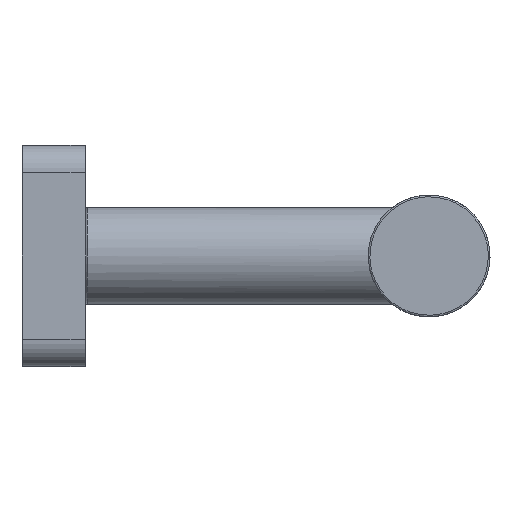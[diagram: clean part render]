
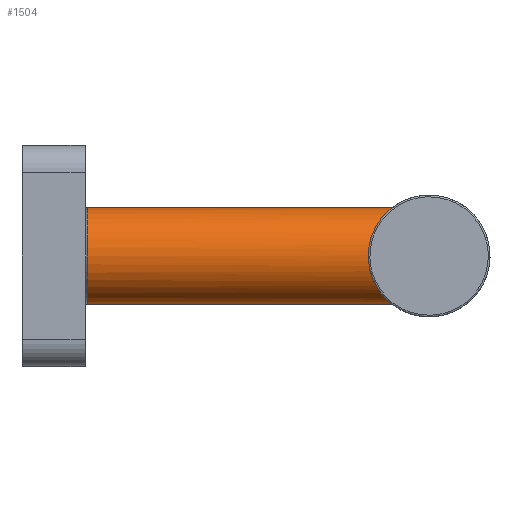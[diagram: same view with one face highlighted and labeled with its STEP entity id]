
A CAD part, left-side view. The second image highlights one B-rep face of the part: STEP entity #1504.
In plain terms, the highlighted cylindrical face has radius 8.75 mm (diameter 17.5 mm), a full revolution.
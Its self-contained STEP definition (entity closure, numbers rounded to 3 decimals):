
#18=ELLIPSE('',#1720,12.374,8.75);
#19=ELLIPSE('',#1722,12.374,8.75);
#531=ORIENTED_EDGE('',*,*,#703,.T.);
#532=ORIENTED_EDGE('',*,*,#704,.F.);
#533=ORIENTED_EDGE('',*,*,#705,.T.);
#534=ORIENTED_EDGE('',*,*,#706,.F.);
#535=ORIENTED_EDGE('',*,*,#707,.F.);
#703=EDGE_CURVE('',#823,#823,#911,.T.);
#704=EDGE_CURVE('',#824,#825,#912,.T.);
#705=EDGE_CURVE('',#824,#826,#18,.F.);
#706=EDGE_CURVE('',#827,#826,#913,.T.);
#707=EDGE_CURVE('',#825,#827,#19,.T.);
#823=VERTEX_POINT('',#2831);
#824=VERTEX_POINT('',#2833);
#825=VERTEX_POINT('',#2834);
#826=VERTEX_POINT('',#2836);
#827=VERTEX_POINT('',#2838);
#911=CIRCLE('',#1718,8.75);
#912=CIRCLE('',#1719,8.75);
#913=CIRCLE('',#1721,8.75);
#1052=EDGE_LOOP('',(#531));
#1053=EDGE_LOOP('',(#532,#533,#534,#535));
#1210=FACE_BOUND('',#1052,.T.);
#1211=FACE_BOUND('',#1053,.T.);
#1265=CYLINDRICAL_SURFACE('',#1717,8.75);
#1504=ADVANCED_FACE('',(#1210,#1211),#1265,.T.);
#1717=AXIS2_PLACEMENT_3D('',#2829,#2117,#2118);
#1718=AXIS2_PLACEMENT_3D('',#2830,#2119,#2120);
#1719=AXIS2_PLACEMENT_3D('',#2832,#2121,#2122);
#1720=AXIS2_PLACEMENT_3D('',#2835,#2123,#2124);
#1721=AXIS2_PLACEMENT_3D('',#2837,#2125,#2126);
#1722=AXIS2_PLACEMENT_3D('',#2839,#2127,#2128);
#2117=DIRECTION('',(-1.,0.,0.));
#2118=DIRECTION('',(0.,0.,1.));
#2119=DIRECTION('',(-1.,0.,0.));
#2120=DIRECTION('',(0.,0.,1.));
#2121=DIRECTION('',(-1.,0.,0.));
#2122=DIRECTION('',(0.,1.,0.));
#2123=DIRECTION('',(-0.707,0.707,0.));
#2124=DIRECTION('',(-0.707,-0.707,0.));
#2125=DIRECTION('',(-1.,0.,0.));
#2126=DIRECTION('',(0.,1.,0.));
#2127=DIRECTION('',(-0.707,-0.707,0.));
#2128=DIRECTION('',(-0.707,0.707,0.));
#2829=CARTESIAN_POINT('',(29.5,0.,0.));
#2830=CARTESIAN_POINT('',(29.2,0.,0.));
#2831=CARTESIAN_POINT('',(29.2,0.,8.75));
#2832=CARTESIAN_POINT('',(-29.5,0.,0.));
#2833=CARTESIAN_POINT('',(-29.5,3.,-8.22));
#2834=CARTESIAN_POINT('',(-29.5,-3.,-8.22));
#2835=CARTESIAN_POINT('',(-32.5,0.,0.));
#2836=CARTESIAN_POINT('',(-29.5,3.,8.22));
#2837=CARTESIAN_POINT('',(-29.5,0.,0.));
#2838=CARTESIAN_POINT('',(-29.5,-3.,8.22));
#2839=CARTESIAN_POINT('',(-32.5,0.,0.));
